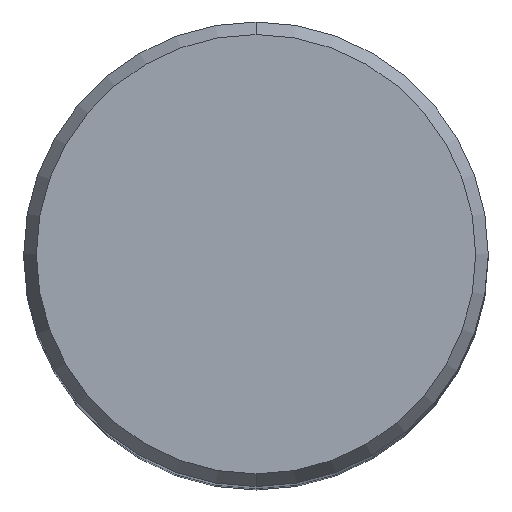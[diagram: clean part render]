
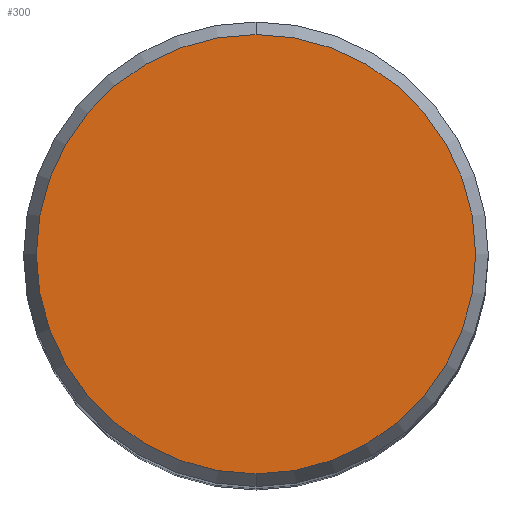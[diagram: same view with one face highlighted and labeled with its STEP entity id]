
A CAD part, top view. The second image highlights one B-rep face of the part: STEP entity #300.
In plain terms, the highlighted planar face has unit normal (0, 0, 1).
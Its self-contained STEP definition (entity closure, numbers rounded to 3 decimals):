
#250=EDGE_CURVE('',#468,#282,#593,.T.);
#268=EDGE_CURVE('',#282,#468,#612,.T.);
#282=VERTEX_POINT('',#626);
#300=ADVANCED_FACE('',(#645),#646,.T.);
#468=VERTEX_POINT('',#833);
#593=CIRCLE('',#1000,12.012);
#612=CIRCLE('',#1028,12.012);
#626=CARTESIAN_POINT('',(0.0,12.012,0.));
#645=FACE_OUTER_BOUND('',#1182,.T.);
#646=PLANE('',#1183);
#833=CARTESIAN_POINT('',(0.,-12.012,0.));
#1000=AXIS2_PLACEMENT_3D('',#1810,#1811,#1812);
#1028=AXIS2_PLACEMENT_3D('',#1830,#1831,#1832);
#1182=EDGE_LOOP('',(#1854,#1855));
#1183=AXIS2_PLACEMENT_3D('',#1856,#1857,#1858);
#1810=CARTESIAN_POINT('',(0.0,0.0,0.));
#1811=DIRECTION('',(0.0,0.0,-1.0));
#1812=DIRECTION('',(0.0,1.0,0.0));
#1830=CARTESIAN_POINT('',(0.0,0.0,0.));
#1831=DIRECTION('',(0.0,0.0,-1.0));
#1832=DIRECTION('',(0.0,1.0,0.0));
#1854=ORIENTED_EDGE('',*,*,#268,.F.);
#1855=ORIENTED_EDGE('',*,*,#250,.F.);
#1856=CARTESIAN_POINT('',(0.0,6.006,0.));
#1857=DIRECTION('',(-0.0,0.0,1.0));
#1858=DIRECTION('',(0.0,-1.0,0.0));
